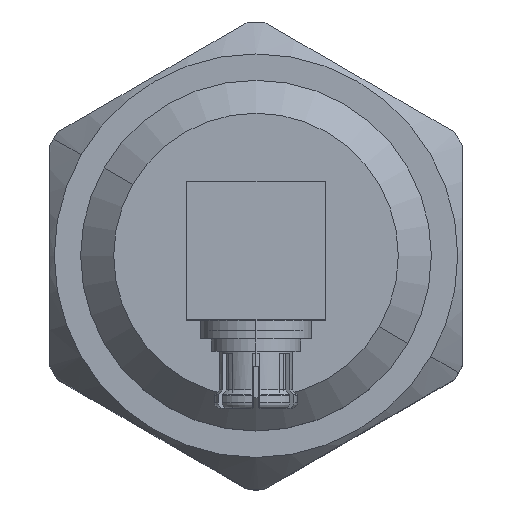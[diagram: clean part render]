
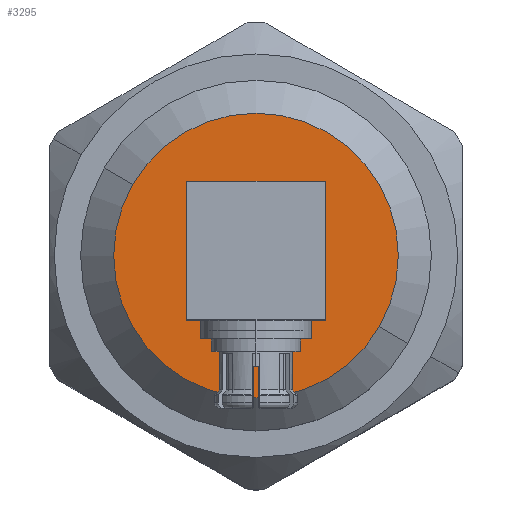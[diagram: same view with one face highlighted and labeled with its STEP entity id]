
A CAD part, top view. The second image highlights one B-rep face of the part: STEP entity #3295.
In plain terms, the highlighted face is planar.
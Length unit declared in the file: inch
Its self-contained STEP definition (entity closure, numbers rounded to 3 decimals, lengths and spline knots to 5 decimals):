
#181 = DIRECTION ( 'NONE',  ( 0., 0., -1. ) ) ;
#200 = DIRECTION ( 'NONE',  ( 0., 0., -1. ) ) ;
#522 = CIRCLE ( 'NONE', #7333, 0.0335 ) ;
#930 = ORIENTED_EDGE ( 'NONE', *, *, #5709, .T. ) ;
#975 = FACE_BOUND ( 'NONE', #1328, .T. ) ;
#1037 = CARTESIAN_POINT ( 'NONE',  ( 0.38, 0., 0.0335 ) ) ;
#1328 = EDGE_LOOP ( 'NONE', ( #3782, #3346 ) ) ;
#1434 = CARTESIAN_POINT ( 'NONE',  ( 0.38, 0., -0.10779 ) ) ;
#1510 = CARTESIAN_POINT ( 'NONE',  ( 0.38, 0., 0. ) ) ;
#1555 = CARTESIAN_POINT ( 'NONE',  ( 0.38, 0., 0. ) ) ;
#2127 = CARTESIAN_POINT ( 'NONE',  ( 0.38, 0., 0. ) ) ;
#2381 = EDGE_CURVE ( 'NONE', #8625, #4459, #3503, .T. ) ;
#2420 = VERTEX_POINT ( 'NONE', #3648 ) ;
#2832 = AXIS2_PLACEMENT_3D ( 'NONE', #2127, #6150, #8306 ) ;
#3295 = ADVANCED_FACE ( 'NONE', ( #5518, #975 ), #4114, .T. ) ;
#3346 = ORIENTED_EDGE ( 'NONE', *, *, #8249, .T. ) ;
#3503 = CIRCLE ( 'NONE', #7426, 0.10779 ) ;
#3624 = CARTESIAN_POINT ( 'NONE',  ( 0.38, 0., 0. ) ) ;
#3640 = EDGE_CURVE ( 'NONE', #2420, #8362, #522, .T. ) ;
#3648 = CARTESIAN_POINT ( 'NONE',  ( 0.38, 0., -0.0335 ) ) ;
#3782 = ORIENTED_EDGE ( 'NONE', *, *, #3640, .T. ) ;
#4114 = PLANE ( 'NONE',  #2832 ) ;
#4248 = DIRECTION ( 'NONE',  ( 0., 0., -1. ) ) ;
#4330 = AXIS2_PLACEMENT_3D ( 'NONE', #3624, #6384, #181 ) ;
#4459 = VERTEX_POINT ( 'NONE', #8852 ) ;
#5065 = CIRCLE ( 'NONE', #6362, 0.0335 ) ;
#5346 = CIRCLE ( 'NONE', #4330, 0.10779 ) ;
#5518 = FACE_OUTER_BOUND ( 'NONE', #8914, .T. ) ;
#5709 = EDGE_CURVE ( 'NONE', #4459, #8625, #5346, .T. ) ;
#6150 = DIRECTION ( 'NONE',  ( 1., 0., 0. ) ) ;
#6362 = AXIS2_PLACEMENT_3D ( 'NONE', #7758, #7071, #4248 ) ;
#6384 = DIRECTION ( 'NONE',  ( 1., 0., 0. ) ) ;
#7053 = DIRECTION ( 'NONE',  ( 1., 0., 0. ) ) ;
#7071 = DIRECTION ( 'NONE',  ( -1., 0., 0. ) ) ;
#7333 = AXIS2_PLACEMENT_3D ( 'NONE', #1555, #7695, #7736 ) ;
#7426 = AXIS2_PLACEMENT_3D ( 'NONE', #1510, #7053, #200 ) ;
#7695 = DIRECTION ( 'NONE',  ( -1., 0., 0. ) ) ;
#7736 = DIRECTION ( 'NONE',  ( 0., 0., -1. ) ) ;
#7758 = CARTESIAN_POINT ( 'NONE',  ( 0.38, 0., 0. ) ) ;
#7770 = ORIENTED_EDGE ( 'NONE', *, *, #2381, .T. ) ;
#8249 = EDGE_CURVE ( 'NONE', #8362, #2420, #5065, .T. ) ;
#8306 = DIRECTION ( 'NONE',  ( 0., 0., -1. ) ) ;
#8362 = VERTEX_POINT ( 'NONE', #1037 ) ;
#8625 = VERTEX_POINT ( 'NONE', #1434 ) ;
#8852 = CARTESIAN_POINT ( 'NONE',  ( 0.38, 0., 0.10779 ) ) ;
#8914 = EDGE_LOOP ( 'NONE', ( #930, #7770 ) ) ;
